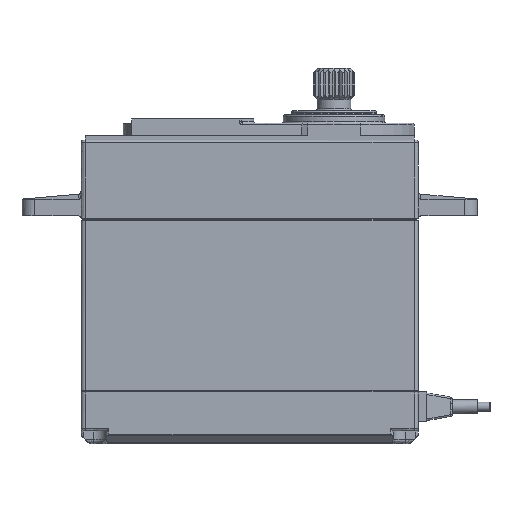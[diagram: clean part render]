
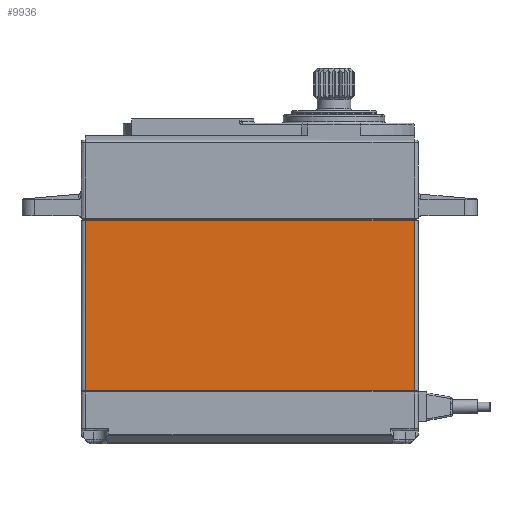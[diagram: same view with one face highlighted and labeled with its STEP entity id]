
A CAD part, front view. The second image highlights one B-rep face of the part: STEP entity #9936.
In plain terms, the highlighted free-form (B-spline) face has degree [1, 1] with [2, 2] control points.
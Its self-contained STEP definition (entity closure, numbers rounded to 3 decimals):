
#9936 = ADVANCED_FACE('',(#9937),#9967,.T.);
#9937 = FACE_BOUND('',#9938,.T.);
#9938 = EDGE_LOOP('',(#9939,#9948,#9955,#9962));
#9939 = ORIENTED_EDGE('',*,*,#9940,.T.);
#9940 = EDGE_CURVE('',#9941,#9943,#9945,.T.);
#9941 = VERTEX_POINT('',#9942);
#9942 = CARTESIAN_POINT('',(-21.283,-10.914,
    28.923));
#9943 = VERTEX_POINT('',#9944);
#9944 = CARTESIAN_POINT('',(21.283,-10.914,
    28.923));
#9945 = B_SPLINE_CURVE_WITH_KNOTS('',1,(#9946,#9947),.UNSPECIFIED.,.F.,
  .F.,(2,2),(0.,39.),.PIECEWISE_BEZIER_KNOTS.);
#9946 = CARTESIAN_POINT('',(-21.283,-10.914,
    28.923));
#9947 = CARTESIAN_POINT('',(21.283,-10.914,
    28.923));
#9948 = ORIENTED_EDGE('',*,*,#9949,.T.);
#9949 = EDGE_CURVE('',#9943,#9950,#9952,.T.);
#9950 = VERTEX_POINT('',#9951);
#9951 = CARTESIAN_POINT('',(21.283,-10.914,6.902
    ));
#9952 = B_SPLINE_CURVE_WITH_KNOTS('',1,(#9953,#9954),.UNSPECIFIED.,.F.,
  .F.,(2,2),(0.,20.176),.PIECEWISE_BEZIER_KNOTS.);
#9953 = CARTESIAN_POINT('',(21.283,-10.914,
    28.923));
#9954 = CARTESIAN_POINT('',(21.283,-10.914,6.902
    ));
#9955 = ORIENTED_EDGE('',*,*,#9956,.T.);
#9956 = EDGE_CURVE('',#9950,#9957,#9959,.T.);
#9957 = VERTEX_POINT('',#9958);
#9958 = CARTESIAN_POINT('',(-21.283,-10.914,
    6.902));
#9959 = B_SPLINE_CURVE_WITH_KNOTS('',1,(#9960,#9961),.UNSPECIFIED.,.F.,
  .F.,(2,2),(0.,39.),.PIECEWISE_BEZIER_KNOTS.);
#9960 = CARTESIAN_POINT('',(21.283,-10.914,6.902
    ));
#9961 = CARTESIAN_POINT('',(-21.283,-10.914,
    6.902));
#9962 = ORIENTED_EDGE('',*,*,#9963,.T.);
#9963 = EDGE_CURVE('',#9957,#9941,#9964,.T.);
#9964 = B_SPLINE_CURVE_WITH_KNOTS('',1,(#9965,#9966),.UNSPECIFIED.,.F.,
  .F.,(2,2),(0.,20.176),.PIECEWISE_BEZIER_KNOTS.);
#9965 = CARTESIAN_POINT('',(-21.283,-10.914,
    6.902));
#9966 = CARTESIAN_POINT('',(-21.283,-10.914,
    28.923));
#9967 = B_SPLINE_SURFACE_WITH_KNOTS('',1,1,(
    (#9968,#9969)
    ,(#9970,#9971
    )),.UNSPECIFIED.,.F.,.F.,.F.,(2,2),(2,2),(0.,1.),(0.,1.),
  .PIECEWISE_BEZIER_KNOTS.);
#9968 = CARTESIAN_POINT('',(-21.283,-10.914,
    6.902));
#9969 = CARTESIAN_POINT('',(21.283,-10.914,6.902
    ));
#9970 = CARTESIAN_POINT('',(-21.283,-10.914,
    28.923));
#9971 = CARTESIAN_POINT('',(21.283,-10.914,
    28.923));
